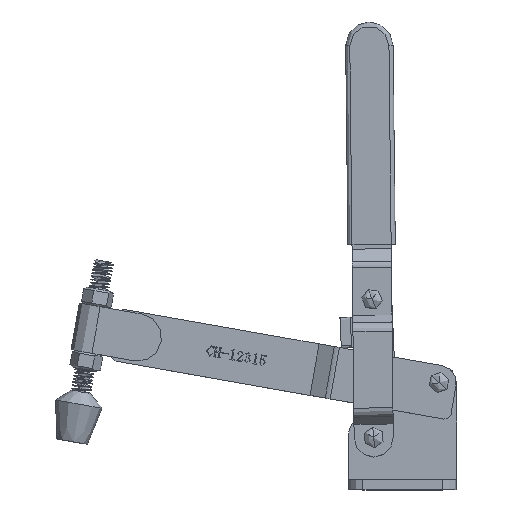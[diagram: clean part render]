
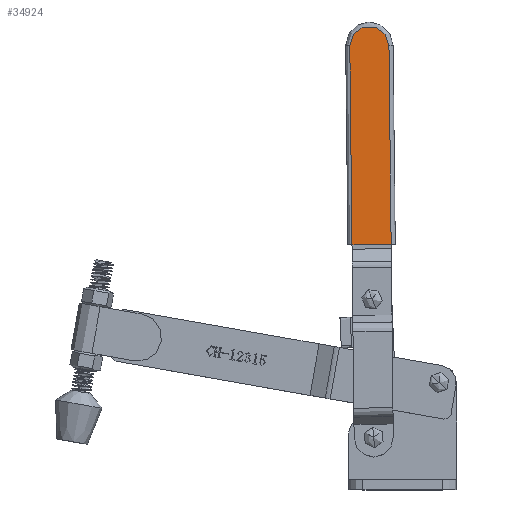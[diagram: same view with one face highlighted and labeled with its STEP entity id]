
A CAD part, top view. The second image highlights one B-rep face of the part: STEP entity #34924.
In plain terms, the highlighted planar face has unit normal (0, 0, 1).
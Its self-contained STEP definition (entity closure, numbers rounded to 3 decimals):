
#141 = VERTEX_POINT ( 'NONE', #37029 ) ;
#254 = CARTESIAN_POINT ( 'NONE',  ( 110.393, 3.876, 14. ) ) ;
#806 = DIRECTION ( 'NONE',  ( 1., 0., 0. ) ) ;
#862 = ORIENTED_EDGE ( 'NONE', *, *, #21858, .T. ) ;
#1915 = EDGE_CURVE ( 'NONE', #27317, #141, #27970, .T. ) ;
#3617 = CARTESIAN_POINT ( 'NONE',  ( 110.393, 1.876, 14. ) ) ;
#3901 = DIRECTION ( 'NONE',  ( 0., 0., 1. ) ) ;
#4929 = VECTOR ( 'NONE', #21650, 1000. ) ;
#5394 = DIRECTION ( 'NONE',  ( 1., 0., 0. ) ) ;
#7805 = VECTOR ( 'NONE', #26571, 1000. ) ;
#7980 = AXIS2_PLACEMENT_3D ( 'NONE', #36749, #18781, #806 ) ;
#9105 = ORIENTED_EDGE ( 'NONE', *, *, #29782, .T. ) ;
#11784 = ORIENTED_EDGE ( 'NONE', *, *, #23820, .T. ) ;
#14741 = VECTOR ( 'NONE', #5394, 1000. ) ;
#16041 = FACE_OUTER_BOUND ( 'NONE', #37463, .T. ) ;
#17235 = CARTESIAN_POINT ( 'NONE',  ( 13.893, 3.876, 14. ) ) ;
#18781 = DIRECTION ( 'NONE',  ( 0., 0., 1. ) ) ;
#20717 = CARTESIAN_POINT ( 'NONE',  ( 13.893, 3.876, 14. ) ) ;
#21650 = DIRECTION ( 'NONE',  ( 0., 1., 0. ) ) ;
#21858 = EDGE_CURVE ( 'NONE', #27636, #33098, #22316, .T. ) ;
#21925 = CARTESIAN_POINT ( 'NONE',  ( 13.893, 13.376, 14. ) ) ;
#22316 = CIRCLE ( 'NONE', #28920, 9.5 ) ;
#23820 = EDGE_CURVE ( 'NONE', #33098, #27317, #28784, .T. ) ;
#24284 = PLANE ( 'NONE',  #7980 ) ;
#24894 = DIRECTION ( 'NONE',  ( 1., 0., 0. ) ) ;
#25776 = CARTESIAN_POINT ( 'NONE',  ( 13.893, 22.876, 14. ) ) ;
#26571 = DIRECTION ( 'NONE',  ( -1., 0., 0. ) ) ;
#27317 = VERTEX_POINT ( 'NONE', #254 ) ;
#27636 = VERTEX_POINT ( 'NONE', #25776 ) ;
#27970 = LINE ( 'NONE', #3617, #4929 ) ;
#28784 = LINE ( 'NONE', #17235, #14741 ) ;
#28920 = AXIS2_PLACEMENT_3D ( 'NONE', #21925, #3901, #24894 ) ;
#29782 = EDGE_CURVE ( 'NONE', #141, #27636, #31753, .T. ) ;
#31753 = LINE ( 'NONE', #35622, #7805 ) ;
#33098 = VERTEX_POINT ( 'NONE', #20717 ) ;
#34924 = ADVANCED_FACE ( 'NONE', ( #16041 ), #24284, .T. ) ;
#35622 = CARTESIAN_POINT ( 'NONE',  ( 13.893, 22.876, 14. ) ) ;
#36550 = ORIENTED_EDGE ( 'NONE', *, *, #1915, .T. ) ;
#36749 = CARTESIAN_POINT ( 'NONE',  ( 13.893, 13.376, 14. ) ) ;
#37029 = CARTESIAN_POINT ( 'NONE',  ( 110.393, 22.876, 14. ) ) ;
#37463 = EDGE_LOOP ( 'NONE', ( #36550, #9105, #862, #11784 ) ) ;
